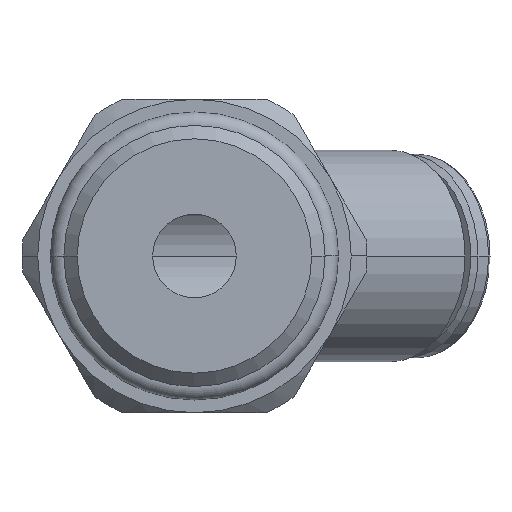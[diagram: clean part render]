
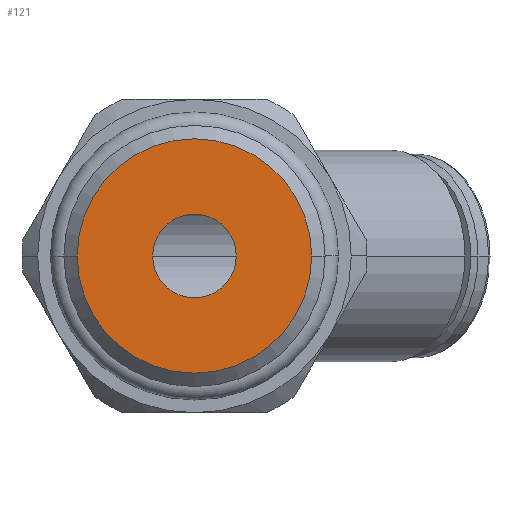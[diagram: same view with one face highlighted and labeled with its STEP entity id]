
A CAD part, front view. The second image highlights one B-rep face of the part: STEP entity #121.
In plain terms, the highlighted planar face has unit normal (0, -1, 0).
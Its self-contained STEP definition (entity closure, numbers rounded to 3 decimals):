
#121=ADVANCED_FACE('',(#279,#280),#281,.T.);
#279=FACE_BOUND('',#438,.T.);
#280=FACE_OUTER_BOUND('',#439,.T.);
#281=PLANE('',#440);
#438=EDGE_LOOP('',(#1022,#1023));
#439=EDGE_LOOP('',(#1024,#1025));
#440=AXIS2_PLACEMENT_3D('',#1026,#1027,#1028);
#1022=ORIENTED_EDGE('',*,*,#1120,.T.);
#1023=ORIENTED_EDGE('',*,*,#1131,.T.);
#1024=ORIENTED_EDGE('',*,*,#1040,.F.);
#1025=ORIENTED_EDGE('',*,*,#1206,.F.);
#1026=CARTESIAN_POINT('',(3.738,-5.5,0.0));
#1027=DIRECTION('',(-0.0,-1.0,-0.0));
#1028=DIRECTION('',(-1.0,0.0,0.0));
#1040=EDGE_CURVE('',#1227,#1229,#1230,.T.);
#1120=EDGE_CURVE('',#1371,#1375,#1377,.T.);
#1131=EDGE_CURVE('',#1375,#1371,#1392,.T.);
#1206=EDGE_CURVE('',#1229,#1227,#1497,.T.);
#1227=VERTEX_POINT('',#1524);
#1229=VERTEX_POINT('',#1527);
#1230=CIRCLE('',#1528,7.475);
#1371=VERTEX_POINT('',#1845);
#1375=VERTEX_POINT('',#1850);
#1377=CIRCLE('',#1853,2.667);
#1392=CIRCLE('',#1868,2.667);
#1497=CIRCLE('',#2220,7.475);
#1524=CARTESIAN_POINT('',(7.475,-5.5,0.0));
#1527=CARTESIAN_POINT('',(-7.475,-5.5,0.));
#1528=AXIS2_PLACEMENT_3D('',#2242,#2243,#2244);
#1845=CARTESIAN_POINT('',(2.667,-5.5,0.0));
#1850=CARTESIAN_POINT('',(-2.667,-5.5,0.));
#1853=AXIS2_PLACEMENT_3D('',#2407,#2408,#2409);
#1868=AXIS2_PLACEMENT_3D('',#2440,#2441,#2442);
#2220=AXIS2_PLACEMENT_3D('',#2582,#2583,#2584);
#2242=CARTESIAN_POINT('',(0.0,-5.5,0.0));
#2243=DIRECTION('',(-0.0,1.0,0.0));
#2244=DIRECTION('',(1.0,0.0,0.0));
#2407=CARTESIAN_POINT('',(0.0,-5.5,0.0));
#2408=DIRECTION('',(-0.0,1.0,0.0));
#2409=DIRECTION('',(1.0,0.0,0.0));
#2440=CARTESIAN_POINT('',(0.0,-5.5,0.0));
#2441=DIRECTION('',(-0.0,1.0,0.0));
#2442=DIRECTION('',(1.0,0.0,0.0));
#2582=CARTESIAN_POINT('',(0.0,-5.5,0.0));
#2583=DIRECTION('',(-0.0,1.0,0.0));
#2584=DIRECTION('',(1.0,0.0,0.0));
